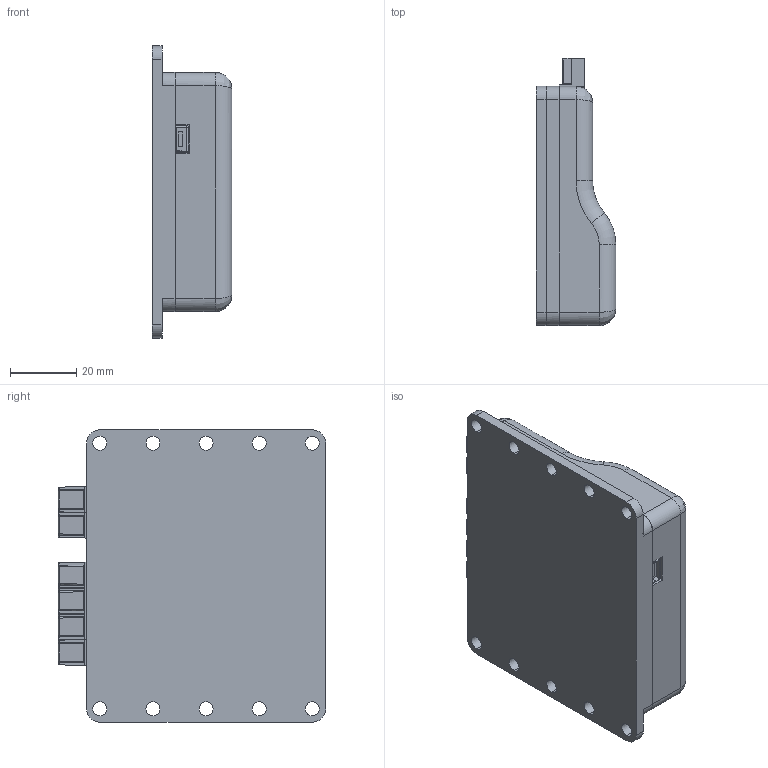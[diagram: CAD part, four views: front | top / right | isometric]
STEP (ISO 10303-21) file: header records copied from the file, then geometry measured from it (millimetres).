
FILE_DESCRIPTION((''),'2;1');
FILE_NAME('CORE_MOTOR_CONTROLLER','2016-11-17T',('Joe'),(''),'CREO PARAMETRIC BY PTC INC, 2015380','CREO PARAMETRIC BY PTC INC, 2015380','');
FILE_SCHEMA(('AUTOMOTIVE_DESIGN { 1 0 10303 214 1 1 1 1 }'));
Length unit declared in the file: inch
Products named in the file (1): CORE_MOTOR_CONTROLLER
Bounding box: 24 x 80.51 x 88 mm (x, y, z)
Volume: 106717.1 mm3; surface area: 22171 mm2
Topology: 1 solids, 13 shells, 959 faces, 2601 edges, 1684 vertices
Faces by surface type: plane 548, cylinder 243, bspline 56, extrusion 54, torus 28, cone 16, sphere 14
Entity records: 38748 total; most frequent: CARTESIAN_POINT 8811, ORIENTED_EDGE 5170, DIRECTION 4181, EDGE_CURVE 2585, VECTOR 1771, LINE 1717, VERTEX_POINT 1684, AXIS2_PLACEMENT_3D 1205
